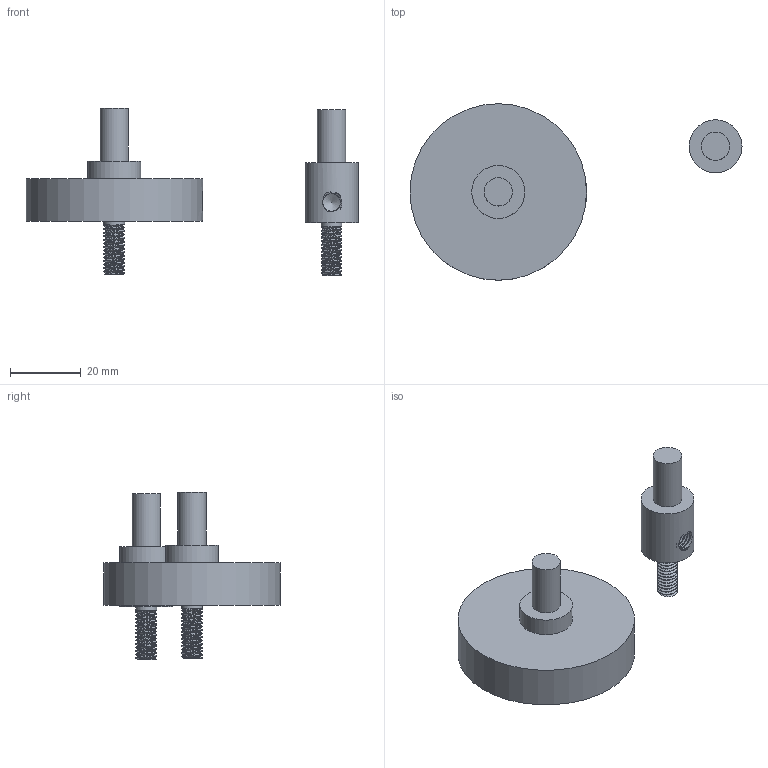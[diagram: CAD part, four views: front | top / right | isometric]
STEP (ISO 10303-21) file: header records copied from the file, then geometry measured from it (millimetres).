
FILE_DESCRIPTION(/* description */ (''),/* implementation_level */ '2;1');
FILE_NAME(/* name */ 'Cylindre v6.step',/* time_stamp */ '2023-04-30T16:11:11+02:00',/* author */ (''),/* organization */ (''),/* preprocessor_version */ 'ST-DEVELOPER v19.2',/* originating_system */ 'Autodesk Translation Framework v12.4.0.73',/* authorisation */ '');
FILE_SCHEMA (('AUTOMOTIVE_DESIGN { 1 0 10303 214 3 1 1 }'));
Length unit declared in the file: millimetre
Products named in the file (1): Cylindre
Bounding box: 94.03 x 50 x 47.41 mm (x, y, z)
Volume: 29139.4 mm3; surface area: 9332.5 mm2
Topology: 2 solids, 2 shells, 134 faces, 375 edges, 250 vertices
Faces by surface type: cylinder 109, plane 13, bspline 10, cone 2
Full cylindrical faces by diameter (mm): 4.744 x10, 5.035 x12, 5.884 x19, 6.147 x7, 8 x2, 15 x2, 50 x1
Entity records: 10764 total; most frequent: CARTESIAN_POINT 7759, ORIENTED_EDGE 746, DIRECTION 414, EDGE_CURVE 373, VERTEX_POINT 250, B_SPLINE_CURVE_WITH_KNOTS 239, AXIS2_PLACEMENT_3D 155, EDGE_LOOP 141
